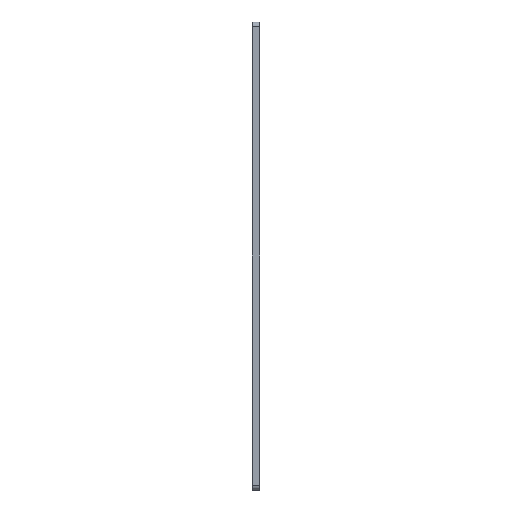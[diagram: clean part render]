
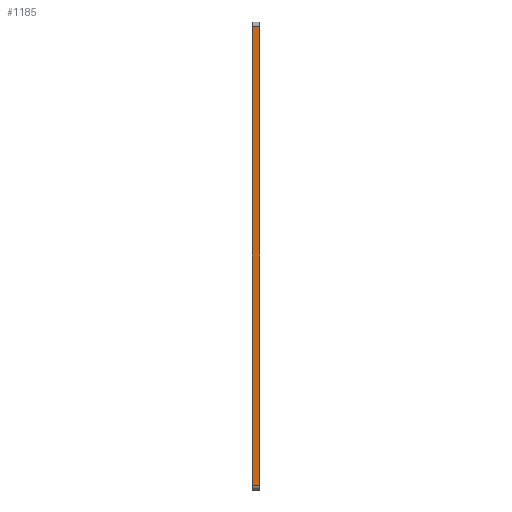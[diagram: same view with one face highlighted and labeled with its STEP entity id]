
A CAD part, front view. The second image highlights one B-rep face of the part: STEP entity #1185.
In plain terms, the highlighted planar face has unit normal (0, -1, 0).
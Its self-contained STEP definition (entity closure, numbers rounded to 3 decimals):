
#105=PLANE('',#1343);
#153=FACE_OUTER_BOUND('',#251,.T.);
#251=EDGE_LOOP('',(#1005,#1006,#1007,#1008));
#351=LINE('',#1983,#411);
#353=LINE('',#2001,#413);
#355=LINE('',#2005,#415);
#356=LINE('',#2006,#416);
#411=VECTOR('',#1659,10.);
#413=VECTOR('',#1677,10.);
#415=VECTOR('',#1681,10.);
#416=VECTOR('',#1682,10.);
#608=VERTEX_POINT('',#1980);
#609=VERTEX_POINT('',#1982);
#617=VERTEX_POINT('',#1999);
#618=VERTEX_POINT('',#2004);
#754=EDGE_CURVE('',#609,#608,#351,.T.);
#763=EDGE_CURVE('',#617,#608,#353,.T.);
#765=EDGE_CURVE('',#618,#617,#355,.T.);
#766=EDGE_CURVE('',#609,#618,#356,.T.);
#1005=ORIENTED_EDGE('',*,*,#763,.F.);
#1006=ORIENTED_EDGE('',*,*,#765,.F.);
#1007=ORIENTED_EDGE('',*,*,#766,.F.);
#1008=ORIENTED_EDGE('',*,*,#754,.T.);
#1185=ADVANCED_FACE('',(#153),#105,.T.);
#1343=AXIS2_PLACEMENT_3D('',#2003,#1679,#1680);
#1659=DIRECTION('',(0.,0.,-1.));
#1677=DIRECTION('',(-1.,0.,0.));
#1679=DIRECTION('center_axis',(0.,-1.,0.));
#1680=DIRECTION('ref_axis',(0.,0.,-1.));
#1681=DIRECTION('',(0.,0.,-1.));
#1682=DIRECTION('',(1.,0.,0.));
#1980=CARTESIAN_POINT('',(0.,-82.,-98.5));
#1982=CARTESIAN_POINT('',(0.,-82.,-1.));
#1983=CARTESIAN_POINT('',(0.,-82.,0.));
#1999=CARTESIAN_POINT('',(1.6,-82.,-98.5));
#2001=CARTESIAN_POINT('',(0.,-82.,-98.5));
#2003=CARTESIAN_POINT('Origin',(0.,-82.,0.));
#2004=CARTESIAN_POINT('',(1.6,-82.,-1.));
#2005=CARTESIAN_POINT('',(1.6,-82.,0.));
#2006=CARTESIAN_POINT('',(0.,-82.,-1.));
